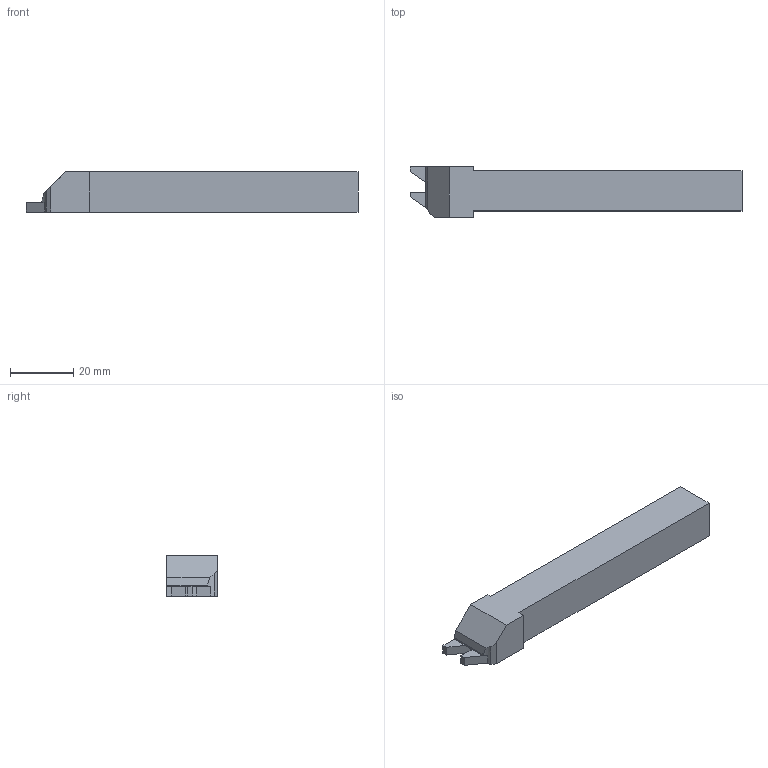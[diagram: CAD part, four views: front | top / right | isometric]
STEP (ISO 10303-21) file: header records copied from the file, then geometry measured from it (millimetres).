
FILE_DESCRIPTION (( 'STEP AP214' ), '1' );
FILE_NAME ('CUT-695-26.STEP', '2017-05-02T07:59:52', ( '' ), ( '' ), 'SwSTEP 2.0', 'SolidWorks 2016', '' );
FILE_SCHEMA (( 'AUTOMOTIVE_DESIGN' ));
Length unit declared in the file: millimetre
Products named in the file (1): CUT-695-26
Bounding box: 105 x 16 x 12.7 mm (x, y, z)
Volume: 16317.6 mm3; surface area: 5680.6 mm2
Topology: 1 solids, 1 shells, 86 faces, 241 edges, 161 vertices
Faces by surface type: plane 77, cylinder 9
Entity records: 3253 total; most frequent: CARTESIAN_POINT 495, ORIENTED_EDGE 482, DIRECTION 479, EDGE_CURVE 241, LINE 173, VECTOR 173, VERTEX_POINT 161, AXIS2_PLACEMENT_3D 153
